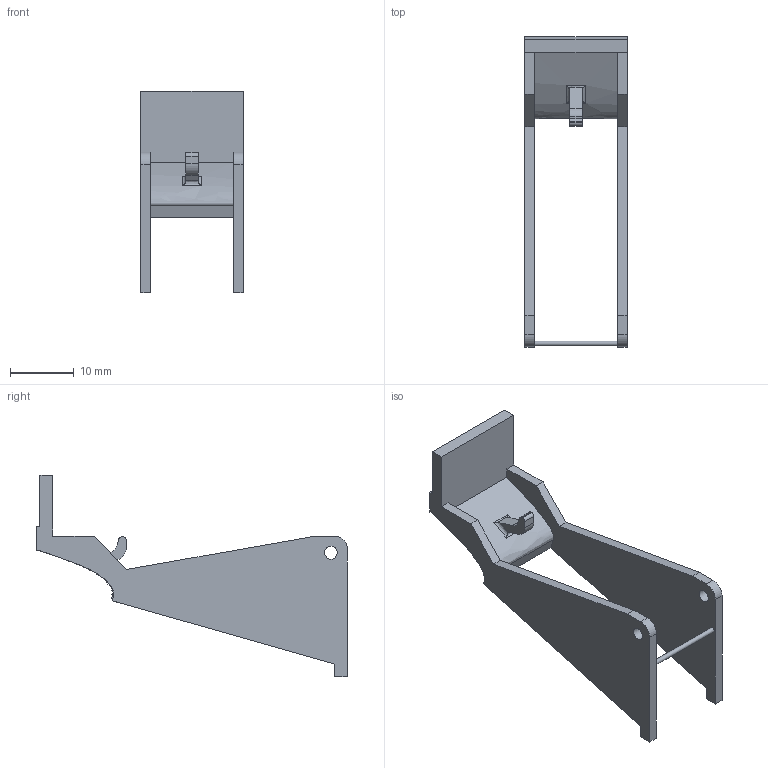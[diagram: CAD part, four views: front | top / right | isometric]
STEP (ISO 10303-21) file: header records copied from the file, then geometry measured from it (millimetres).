
FILE_DESCRIPTION((''),'2;1');
FILE_NAME('GZMB80-0040.stp','2015-08-04T14:41:19',('CAD Station'),(''),'Autodesk Inventor 2013','Autodesk Inventor 2013','');
FILE_SCHEMA(('CONFIG_CONTROL_DESIGN'));
Length unit declared in the file: millimetre
Products named in the file (1): GZMB80-0040
Bounding box: 16 x 48.55 x 31.53 mm (x, y, z)
Volume: 2190.2 mm3; surface area: 3494.2 mm2
Topology: 2 solids, 2 shells, 200 faces, 506 edges, 339 vertices
Faces by surface type: plane 185, cylinder 9, bspline 6
Full cylindrical faces by diameter (mm): 0.75 x1, 2 x2
Entity records: 6505 total; most frequent: CARTESIAN_POINT 1705, ORIENTED_EDGE 1006, DIRECTION 771, EDGE_CURVE 503, VECTOR 345, LINE 345, VERTEX_POINT 339, EDGE_LOOP 238
